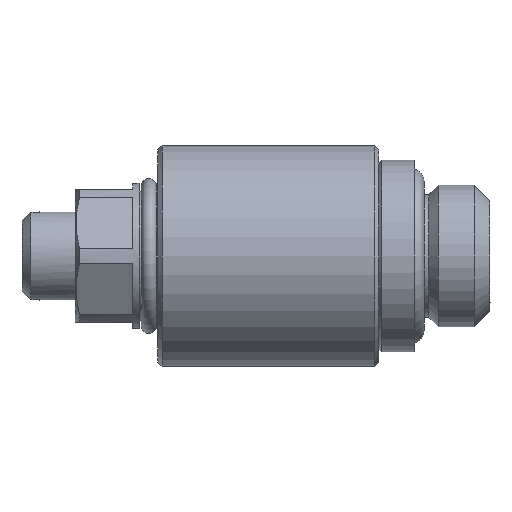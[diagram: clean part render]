
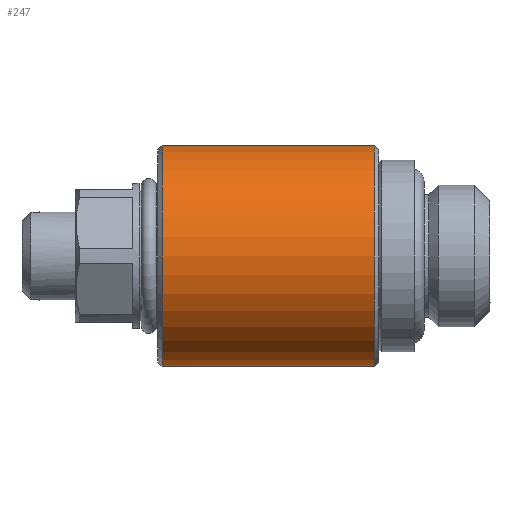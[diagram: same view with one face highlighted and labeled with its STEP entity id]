
A CAD part, left-side view. The second image highlights one B-rep face of the part: STEP entity #247.
In plain terms, the highlighted cylindrical face has radius 7.5 mm (diameter 15 mm), a full revolution.
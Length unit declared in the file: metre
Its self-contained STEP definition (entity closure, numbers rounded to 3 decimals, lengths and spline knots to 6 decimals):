
#247 = ADVANCED_FACE( 'NONE', ( #636, #637, #638 ), #639, .T. );
#636 = FACE_OUTER_BOUND( '', #1283, .T. );
#637 = FACE_OUTER_BOUND( '', #1284, .T. );
#638 = FACE_BOUND( '', #1285, .T. );
#639 = CYLINDRICAL_SURFACE( '', #1286, 0.0075 );
#1283 = EDGE_LOOP( '', ( #3417 ) );
#1284 = EDGE_LOOP( '', ( #3418 ) );
#1285 = EDGE_LOOP( '', ( #3419, #3420 ) );
#1286 = AXIS2_PLACEMENT_3D( '', #3421, #3422, #3423 );
#3417 = ORIENTED_EDGE( '', *, *, #4761, .T. );
#3418 = ORIENTED_EDGE( '', *, *, #4762, .F. );
#3419 = ORIENTED_EDGE( '', *, *, #4763, .T. );
#3420 = ORIENTED_EDGE( '', *, *, #4764, .T. );
#3421 = CARTESIAN_POINT( '', ( 0., 0.005519, 0. ) );
#3422 = DIRECTION( '', ( 0., -1., 0. ) );
#3423 = DIRECTION( '', ( 0., 0., -1. ) );
#4761 = EDGE_CURVE( 'NONE', #5340, #5340, #5341, .T. );
#4762 = EDGE_CURVE( 'NONE', #5342, #5342, #5343, .T. );
#4763 = EDGE_CURVE( 'NONE', #5344, #5345, #5346, .T. );
#4764 = EDGE_CURVE( 'NONE', #5345, #5344, #5347, .T. );
#5340 = VERTEX_POINT( '', #6245 );
#5341 = CIRCLE( '', #6246, 0.0075 );
#5342 = VERTEX_POINT( '', #6247 );
#5343 = CIRCLE( '', #6248, 0.0075 );
#5344 = VERTEX_POINT( 'NONE', #6249 );
#5345 = VERTEX_POINT( 'NONE', #6250 );
#5346 = B_SPLINE_CURVE_WITH_KNOTS( '', 3, ( #6251, #6252, #6253, #6254, #6255, #6256, #6257, #6258, #6259, #6260, #6261, #6262, #6263, #6264, #6265, #6266, #6267, #6268, #6269, #6270, #6271, #6272, #6273 ), .UNSPECIFIED., .F., .F., ( 4, 1, 1, 1, 1, 1, 1, 1, 1, 1, 1, 1, 1, 1, 1, 1, 1, 1, 1, 1, 4 ), ( 0., 0.015629, 0.03126, 0.062505, 0.124934, 0.187383, 0.249904, 0.312426, 0.374946, 0.437467, 0.499988, 0.561912, 0.625039, 0.687561, 0.750082, 0.812604, 0.875054, 0.937485, 0.96874, 0.984366, 1. ), .UNSPECIFIED. );
#5347 = B_SPLINE_CURVE_WITH_KNOTS( '', 3, ( #6274, #6275, #6276, #6277, #6278, #6279, #6280, #6281, #6282, #6283, #6284, #6285, #6286, #6287, #6288, #6289, #6290, #6291, #6292, #6293, #6294, #6295, #6296 ), .UNSPECIFIED., .F., .F., ( 4, 1, 1, 1, 1, 1, 1, 1, 1, 1, 1, 1, 1, 1, 1, 1, 1, 1, 1, 1, 4 ), ( 0., 0.015629, 0.03126, 0.062505, 0.124934, 0.187384, 0.249906, 0.312428, 0.374949, 0.437471, 0.499991, 0.562513, 0.625036, 0.687558, 0.75008, 0.812603, 0.875053, 0.937485, 0.968739, 0.984366, 1. ), .UNSPECIFIED. );
#6245 = CARTESIAN_POINT( '', ( 0., 0.0226, -0.0075 ) );
#6246 = AXIS2_PLACEMENT_3D( '', #8832, #8833, #8834 );
#6247 = CARTESIAN_POINT( '', ( 0., 0.0082, -0.0075 ) );
#6248 = AXIS2_PLACEMENT_3D( '', #8835, #8836, #8837 );
#6249 = CARTESIAN_POINT( '', ( 0.005941, 0.015365, 0.004578 ) );
#6250 = CARTESIAN_POINT( '', ( 0.005941, 0.015442, -0.004578 ) );
#6251 = CARTESIAN_POINT( '', ( 0.005941, 0.015365, 0.004578 ) );
#6252 = CARTESIAN_POINT( '', ( 0.005941, 0.015443, 0.004577 ) );
#6253 = CARTESIAN_POINT( '', ( 0.005942, 0.015598, 0.004576 ) );
#6254 = CARTESIAN_POINT( '', ( 0.005958, 0.015909, 0.004555 ) );
#6255 = CARTESIAN_POINT( '', ( 0.006015, 0.016447, 0.004481 ) );
#6256 = CARTESIAN_POINT( '', ( 0.006173, 0.017185, 0.004266 ) );
#6257 = CARTESIAN_POINT( '', ( 0.006441, 0.017986, 0.003856 ) );
#6258 = CARTESIAN_POINT( '', ( 0.006742, 0.018688, 0.00331 ) );
#6259 = CARTESIAN_POINT( '', ( 0.007035, 0.019277, 0.002639 ) );
#6260 = CARTESIAN_POINT( '', ( 0.007284, 0.019731, 0.001853 ) );
#6261 = CARTESIAN_POINT( '', ( 0.007455, 0.020026, 0.000975 ) );
#6262 = CARTESIAN_POINT( '', ( 0.00752, 0.020132, 0.000042 ) );
#6263 = CARTESIAN_POINT( '', ( 0.007465, 0.020043, -0.000896 ) );
#6264 = CARTESIAN_POINT( '', ( 0.007303, 0.019763, -0.001781 ) );
#6265 = CARTESIAN_POINT( '', ( 0.007058, 0.01932, -0.002578 ) );
#6266 = CARTESIAN_POINT( '', ( 0.006767, 0.018741, -0.003259 ) );
#6267 = CARTESIAN_POINT( '', ( 0.006465, 0.018048, -0.003816 ) );
#6268 = CARTESIAN_POINT( '', ( 0.006193, 0.017254, -0.004238 ) );
#6269 = CARTESIAN_POINT( '', ( 0.006028, 0.016521, -0.004463 ) );
#6270 = CARTESIAN_POINT( '', ( 0.005964, 0.015986, -0.004547 ) );
#6271 = CARTESIAN_POINT( '', ( 0.005946, 0.015675, -0.004572 ) );
#6272 = CARTESIAN_POINT( '', ( 0.005942, 0.01552, -0.004576 ) );
#6273 = CARTESIAN_POINT( '', ( 0.005941, 0.015442, -0.004578 ) );
#6274 = CARTESIAN_POINT( '', ( 0.005941, 0.015442, -0.004578 ) );
#6275 = CARTESIAN_POINT( '', ( 0.005941, 0.015364, -0.004577 ) );
#6276 = CARTESIAN_POINT( '', ( 0.005942, 0.015208, -0.004577 ) );
#6277 = CARTESIAN_POINT( '', ( 0.005958, 0.014897, -0.004556 ) );
#6278 = CARTESIAN_POINT( '', ( 0.006014, 0.014359, -0.004482 ) );
#6279 = CARTESIAN_POINT( '', ( 0.006172, 0.01362, -0.004268 ) );
#6280 = CARTESIAN_POINT( '', ( 0.00644, 0.012818, -0.003858 ) );
#6281 = CARTESIAN_POINT( '', ( 0.00674, 0.012114, -0.003312 ) );
#6282 = CARTESIAN_POINT( '', ( 0.007034, 0.011525, -0.002641 ) );
#6283 = CARTESIAN_POINT( '', ( 0.007284, 0.011069, -0.001855 ) );
#6284 = CARTESIAN_POINT( '', ( 0.007455, 0.010775, -0.000975 ) );
#6285 = CARTESIAN_POINT( '', ( 0.00752, 0.010667, -0.000039 ) );
#6286 = CARTESIAN_POINT( '', ( 0.007465, 0.010758, 0.0009 ) );
#6287 = CARTESIAN_POINT( '', ( 0.007302, 0.011038, 0.001786 ) );
#6288 = CARTESIAN_POINT( '', ( 0.007057, 0.011482, 0.00258 ) );
#6289 = CARTESIAN_POINT( '', ( 0.006766, 0.012061, 0.003261 ) );
#6290 = CARTESIAN_POINT( '', ( 0.006464, 0.012756, 0.003818 ) );
#6291 = CARTESIAN_POINT( '', ( 0.006191, 0.01355, 0.00424 ) );
#6292 = CARTESIAN_POINT( '', ( 0.006027, 0.014284, 0.004464 ) );
#6293 = CARTESIAN_POINT( '', ( 0.005964, 0.01482, 0.004548 ) );
#6294 = CARTESIAN_POINT( '', ( 0.005945, 0.015131, 0.004572 ) );
#6295 = CARTESIAN_POINT( '', ( 0.005942, 0.015287, 0.004576 ) );
#6296 = CARTESIAN_POINT( '', ( 0.005941, 0.015365, 0.004578 ) );
#8832 = CARTESIAN_POINT( '', ( 0., 0.0226, 0. ) );
#8833 = DIRECTION( '', ( 0., -1., 0. ) );
#8834 = DIRECTION( '', ( 0., 0., -1. ) );
#8835 = CARTESIAN_POINT( '', ( 0., 0.0082, 0. ) );
#8836 = DIRECTION( '', ( 0., -1., 0. ) );
#8837 = DIRECTION( '', ( 0., 0., -1. ) );
